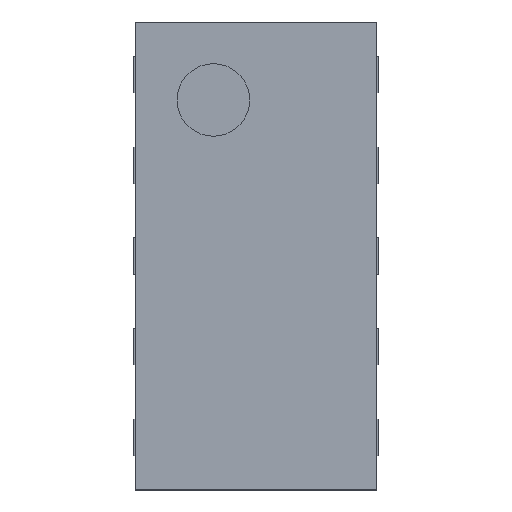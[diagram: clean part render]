
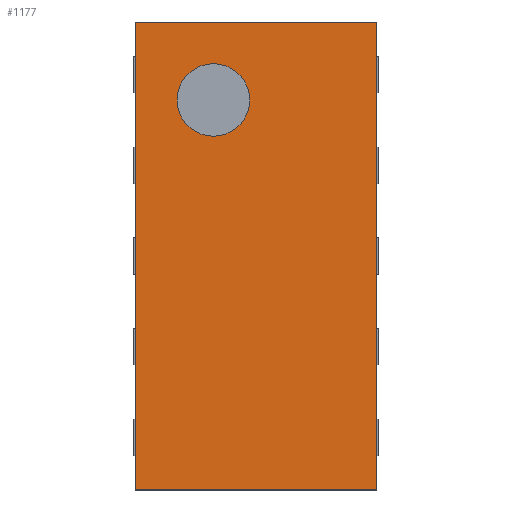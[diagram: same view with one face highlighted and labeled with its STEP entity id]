
A CAD part, top view. The second image highlights one B-rep face of the part: STEP entity #1177.
In plain terms, the highlighted planar face has unit normal (0, 0, 1).
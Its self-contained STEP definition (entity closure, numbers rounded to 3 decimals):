
#12=DIRECTION('',(0.,0.,1.));
#151=VECTOR('',#152,1.);
#152=DIRECTION('',(0.,-1.,0.));
#158=VECTOR('',#159,1.);
#159=DIRECTION('',(1.,0.,0.));
#180=DIRECTION('',(0.,-0.,-1.));
#395=VERTEX_POINT('',#396);
#396=CARTESIAN_POINT('',(0.665,1.29,0.52));
#399=EDGE_CURVE('',#395,#400,#402,.T.);
#400=VERTEX_POINT('',#401);
#401=CARTESIAN_POINT('',(0.665,-1.29,0.52));
#402=LINE('',#396,#151);
#488=VERTEX_POINT('',#489);
#489=CARTESIAN_POINT('',(-0.665,1.29,0.52));
#492=ORIENTED_EDGE('',*,*,#493,.F.);
#493=EDGE_CURVE('',#488,#395,#494,.T.);
#494=LINE('',#489,#158);
#502=ORIENTED_EDGE('',*,*,#503,.T.);
#503=EDGE_CURVE('',#488,#504,#506,.T.);
#504=VERTEX_POINT('',#505);
#505=CARTESIAN_POINT('',(-0.665,-1.29,0.52));
#506=LINE('',#489,#151);
#1173=EDGE_CURVE('',#504,#400,#1174,.T.);
#1174=LINE('',#505,#158);
#1177=ADVANCED_FACE('',(#1178,#1182),#1191,.T.);
#1178=FACE_BOUND('',#1179,.T.);
#1179=EDGE_LOOP('',(#492,#502,#1180,#1181));
#1180=ORIENTED_EDGE('',*,*,#1173,.T.);
#1181=ORIENTED_EDGE('',*,*,#399,.F.);
#1182=FACE_BOUND('',#1183,.T.);
#1183=EDGE_LOOP('',(#1184));
#1184=ORIENTED_EDGE('',*,*,#1185,.T.);
#1185=EDGE_CURVE('',#1186,#1186,#1188,.T.);
#1186=VERTEX_POINT('',#1187);
#1187=CARTESIAN_POINT('',(-0.235,0.66,0.52));
#1188=CIRCLE('',#1189,0.2);
#1189=AXIS2_PLACEMENT_3D('',#1190,#180,#152);
#1190=CARTESIAN_POINT('',(-0.235,0.86,0.52));
#1191=PLANE('',#1192);
#1192=AXIS2_PLACEMENT_3D('',#489,#12,#152);
